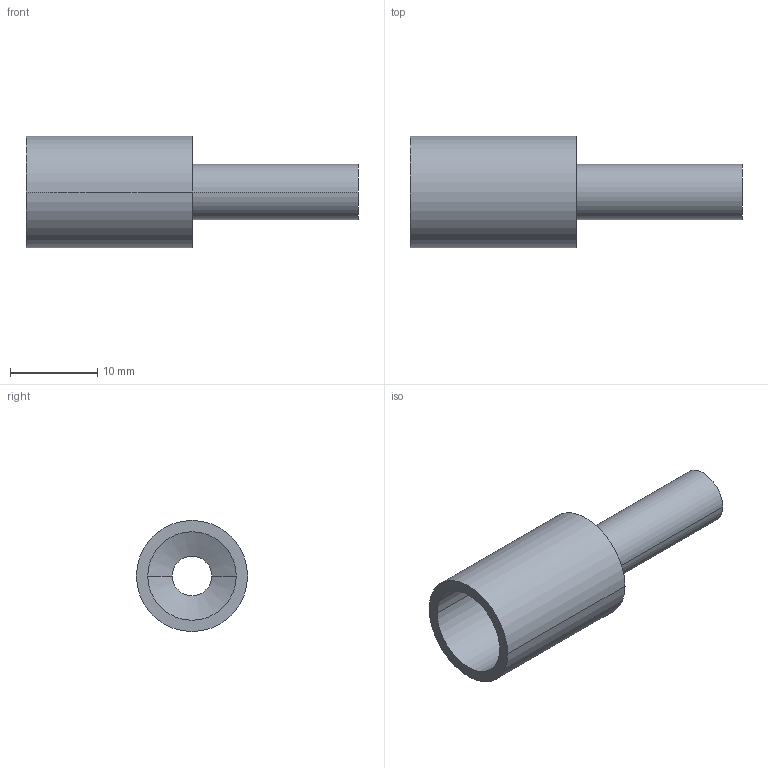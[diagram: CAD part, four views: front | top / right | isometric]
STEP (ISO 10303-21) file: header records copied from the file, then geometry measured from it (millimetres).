
FILE_DESCRIPTION (( 'STEP AP203' ), '1' );
FILE_NAME ('AD-84SS-TSTS-P.step', '2025-11-20T12:25:11', ( '' ), ( '' ), 'SwSTEP 2.0', 'SolidWorks 2018', '' );
FILE_SCHEMA (( 'CONFIG_CONTROL_DESIGN' ));
Length unit declared in the file: inch
Products named in the file (1): AD-84SS-TSTS-P
Bounding box: 38.1 x 12.75 x 12.75 mm (x, y, z)
Volume: 1570.6 mm3; surface area: 2126 mm2
Topology: 1 solids, 1 shells, 13 faces, 26 edges, 16 vertices
Faces by surface type: cylinder 8, plane 3, cone 2
Entity records: 427 total; most frequent: DIRECTION 70, CARTESIAN_POINT 56, ORIENTED_EDGE 52, AXIS2_PLACEMENT_3D 30, EDGE_CURVE 26, EDGE_LOOP 16, CIRCLE 16, VERTEX_POINT 16
